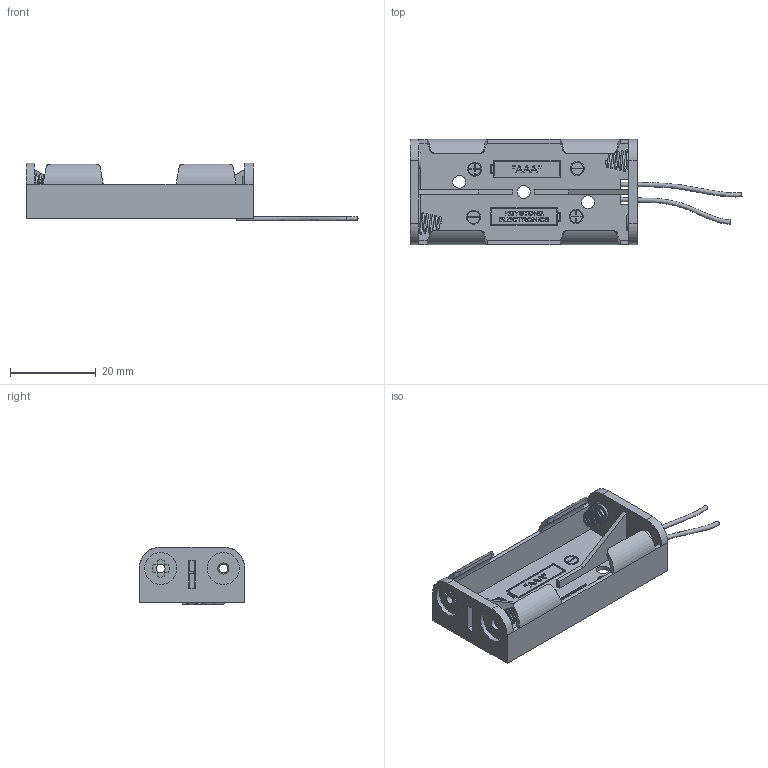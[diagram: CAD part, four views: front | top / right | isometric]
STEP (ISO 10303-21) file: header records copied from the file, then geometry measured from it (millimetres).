
FILE_DESCRIPTION(/* description */ (''),/* implementation_level */ '2;1');
FILE_NAME(/* name */ '2xAAA BATTERY HOLDER.stp',/* time_stamp */ '2022-10-25T07:53:54+02:00',/* author */ (''),/* organization */ (''),/* preprocessor_version */ 'ST-DEVELOPER v16.701',/* originating_system */ 'SIEMENS PLM Software NX 1946',/* authorisation */ '');
FILE_SCHEMA (('AUTOMOTIVE_DESIGN { 1 0 10303 214 3 1 1 1 }'));
Length unit declared in the file: millimetre
Products named in the file (1): 2xAAA BATTERY HOLDER
Bounding box: 77.4 x 24.6 x 13.5 mm (x, y, z)
Volume: 3420.6 mm3; surface area: 6962 mm2
Topology: 9 solids, 9 shells, 545 faces, 1400 edges, 928 vertices
Faces by surface type: plane 388, extrusion 81, cylinder 65, torus 6, bspline 5
Full cylindrical faces by diameter (mm): 2.03 x3, 2.493 x3, 2.6 x4, 3 x3, 3.29 x4, 7.5 x4
Entity records: 19911 total; most frequent: CARTESIAN_POINT 7636, ORIENTED_EDGE 2730, DIRECTION 1947, EDGE_CURVE 1365, VERTEX_POINT 925, VECTOR 765, LINE 684, EDGE_LOOP 660
